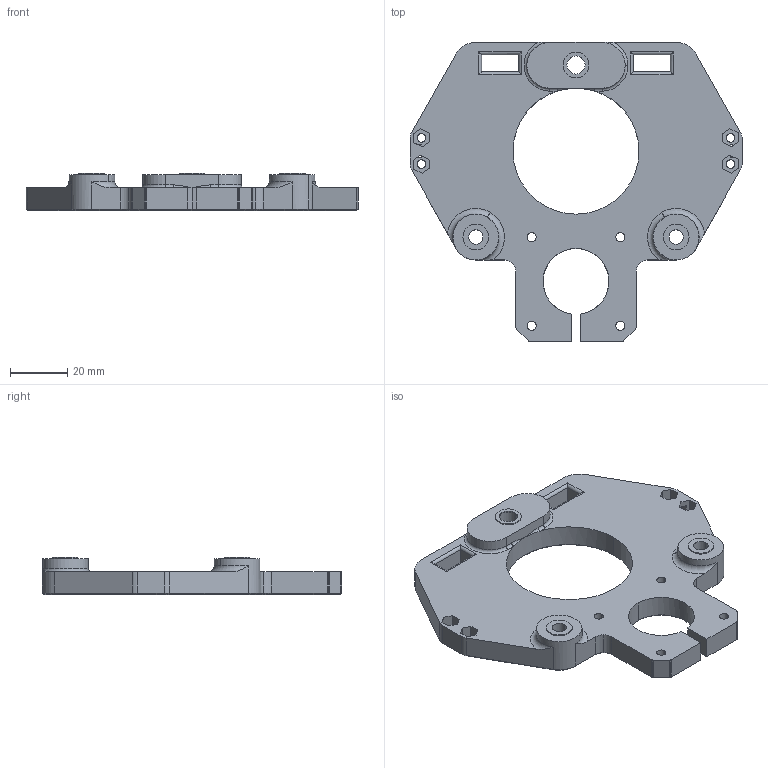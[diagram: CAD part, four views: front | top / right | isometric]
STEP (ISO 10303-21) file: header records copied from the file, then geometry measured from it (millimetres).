
FILE_DESCRIPTION (( 'STEP AP214' ), '1' );
FILE_NAME ('2040 slider carriage bottom.STEP', '2021-03-12T15:33:49', ( '' ), ( '' ), 'SwSTEP 2.0', 'SolidWorks 2019', '' );
FILE_SCHEMA (( 'AUTOMOTIVE_DESIGN' ));
Length unit declared in the file: millimetre
Products named in the file (1): 2040 slider carriage bottom
Bounding box: 116 x 104.5 x 13 mm (x, y, z)
Volume: 55607.4 mm3; surface area: 20670.9 mm2
Topology: 1 solids, 1 shells, 200 faces, 534 edges, 336 vertices
Faces by surface type: plane 91, cylinder 79, cone 21, torus 7, bspline 2
Entity records: 6521 total; most frequent: CARTESIAN_POINT 1400, ORIENTED_EDGE 1064, DIRECTION 1062, EDGE_CURVE 532, AXIS2_PLACEMENT_3D 363, VERTEX_POINT 336, LINE 336, VECTOR 336
